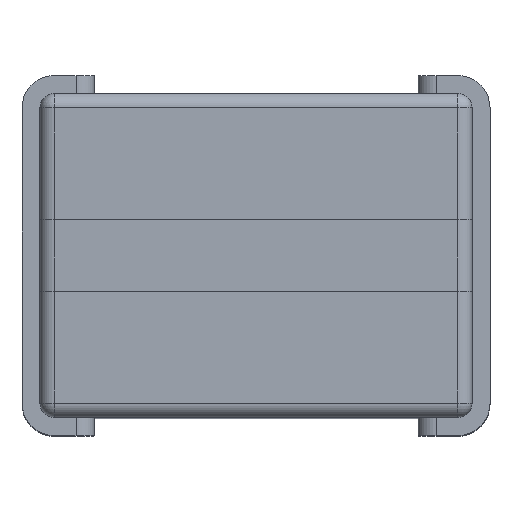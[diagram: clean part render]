
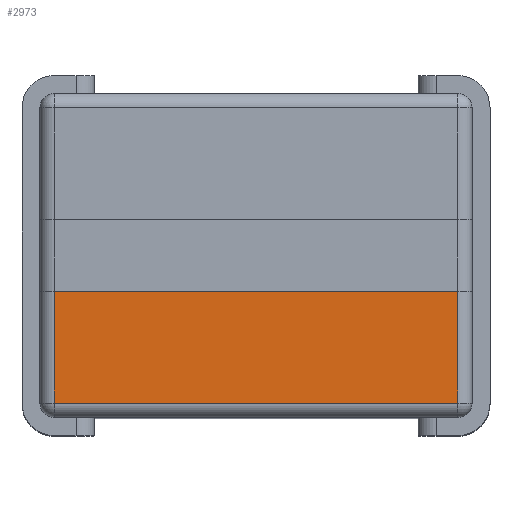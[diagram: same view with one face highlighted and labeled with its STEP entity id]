
A CAD part, top view. The second image highlights one B-rep face of the part: STEP entity #2973.
In plain terms, the highlighted planar face has unit normal (0, 0, 1).
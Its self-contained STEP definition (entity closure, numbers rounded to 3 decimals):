
#70 = VECTOR ( 'NONE', #4844, 1000. ) ;
#360 = VERTEX_POINT ( 'NONE', #3286 ) ;
#702 = ORIENTED_EDGE ( 'NONE', *, *, #4499, .T. ) ;
#820 = EDGE_LOOP ( 'NONE', ( #4898, #5136, #702, #4783 ) ) ;
#881 = CARTESIAN_POINT ( 'NONE',  ( 0.28, 0.475, 0.425 ) ) ;
#928 = AXIS2_PLACEMENT_3D ( 'NONE', #4134, #3757, #1761 ) ;
#937 = VERTEX_POINT ( 'NONE', #2431 ) ;
#1120 = CARTESIAN_POINT ( 'NONE',  ( -0.28, 0.045, 0.425 ) ) ;
#1231 = LINE ( 'NONE', #4165, #2748 ) ;
#1336 = LINE ( 'NONE', #881, #2961 ) ;
#1539 = LINE ( 'NONE', #2121, #70 ) ;
#1761 = DIRECTION ( 'NONE',  ( 1., 0., 0. ) ) ;
#1873 = CARTESIAN_POINT ( 'NONE',  ( 0.3, 0.045, 0.425 ) ) ;
#2118 = DIRECTION ( 'NONE',  ( 0., 1., 0. ) ) ;
#2121 = CARTESIAN_POINT ( 'NONE',  ( -0.28, 0.025, 0.425 ) ) ;
#2194 = EDGE_CURVE ( 'NONE', #3791, #937, #4847, .T. ) ;
#2431 = CARTESIAN_POINT ( 'NONE',  ( 0.28, 0.045, 0.425 ) ) ;
#2748 = VECTOR ( 'NONE', #4572, 1000. ) ;
#2776 = VERTEX_POINT ( 'NONE', #3839 ) ;
#2961 = VECTOR ( 'NONE', #2118, 1000. ) ;
#2973 = ADVANCED_FACE ( 'NONE', ( #3620 ), #3681, .T. ) ;
#3079 = EDGE_CURVE ( 'NONE', #2776, #360, #1231, .T. ) ;
#3286 = CARTESIAN_POINT ( 'NONE',  ( 0.28, 0.2, 0.425 ) ) ;
#3620 = FACE_OUTER_BOUND ( 'NONE', #820, .T. ) ;
#3681 = PLANE ( 'NONE',  #928 ) ;
#3757 = DIRECTION ( 'NONE',  ( 0., 0., 1. ) ) ;
#3791 = VERTEX_POINT ( 'NONE', #1120 ) ;
#3839 = CARTESIAN_POINT ( 'NONE',  ( -0.28, 0.2, 0.425 ) ) ;
#4134 = CARTESIAN_POINT ( 'NONE',  ( 0., 0., 0.425 ) ) ;
#4165 = CARTESIAN_POINT ( 'NONE',  ( -0.3, 0.2, 0.425 ) ) ;
#4499 = EDGE_CURVE ( 'NONE', #2776, #3791, #1539, .T. ) ;
#4572 = DIRECTION ( 'NONE',  ( 1., 0., 0. ) ) ;
#4783 = ORIENTED_EDGE ( 'NONE', *, *, #2194, .T. ) ;
#4844 = DIRECTION ( 'NONE',  ( 0., -1., 0. ) ) ;
#4847 = LINE ( 'NONE', #1873, #4987 ) ;
#4898 = ORIENTED_EDGE ( 'NONE', *, *, #5170, .T. ) ;
#4987 = VECTOR ( 'NONE', #5134, 1000. ) ;
#5134 = DIRECTION ( 'NONE',  ( 1., 0., 0. ) ) ;
#5136 = ORIENTED_EDGE ( 'NONE', *, *, #3079, .F. ) ;
#5170 = EDGE_CURVE ( 'NONE', #937, #360, #1336, .T. ) ;
